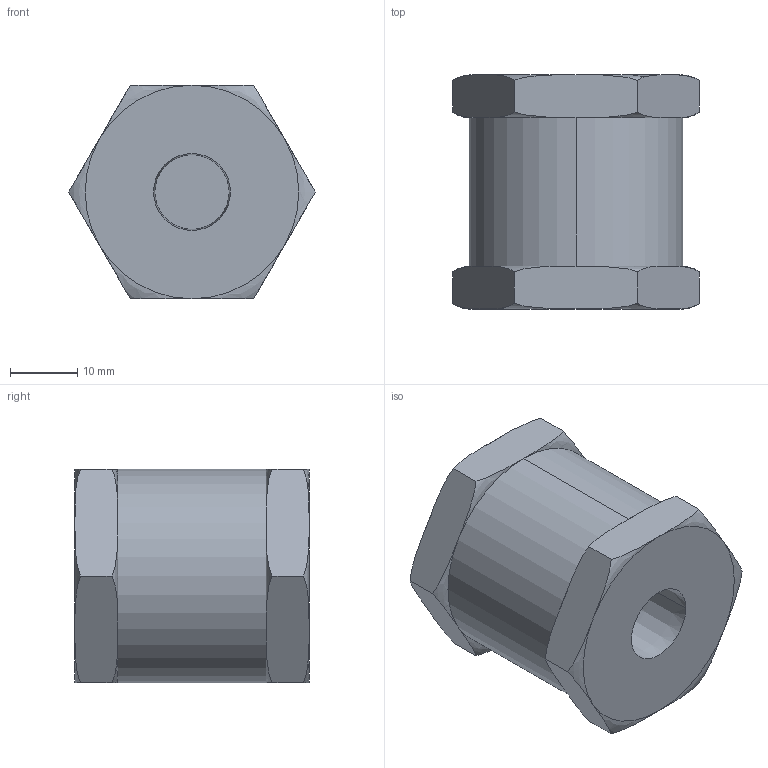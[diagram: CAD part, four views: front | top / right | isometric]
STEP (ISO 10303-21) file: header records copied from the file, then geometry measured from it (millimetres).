
FILE_DESCRIPTION((''),'2;1');
FILE_NAME('MFTR-0148-SA','2024-02-06T10:56:50',('DLachman'),('MATHESON TRI-GAS'),'CREO PARAMETRIC BY PTC INC, 2022281','CREO PARAMETRIC BY PTC INC, 2022281','');
FILE_SCHEMA(('CONFIG_CONTROL_DESIGN'));
Length unit declared in the file: inch
Products named in the file (1): MFTR-0148-SA
Bounding box: 36.66 x 34.8 x 31.75 mm (x, y, z)
Volume: 26648.2 mm3; surface area: 6109.4 mm2
Topology: 1 solids, 1 shells, 46 faces, 98 edges, 56 vertices
Faces by surface type: torus 24, plane 16, cone 4, cylinder 2
Entity records: 1642 total; most frequent: CARTESIAN_POINT 700, ORIENTED_EDGE 196, DIRECTION 170, EDGE_CURVE 98, AXIS2_PLACEMENT_3D 76, VERTEX_POINT 58, B_SPLINE_CURVE_WITH_KNOTS 48, EDGE_LOOP 46
